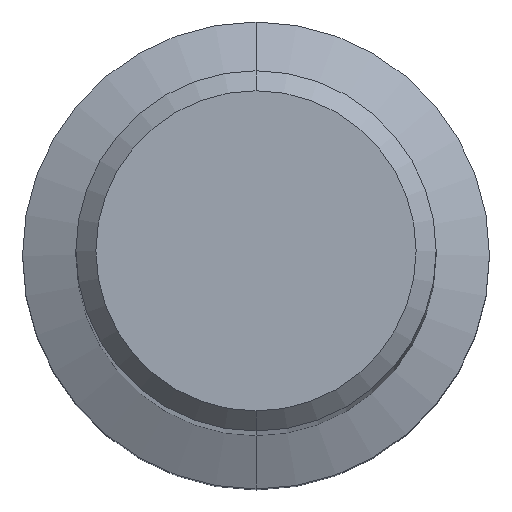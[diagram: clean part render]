
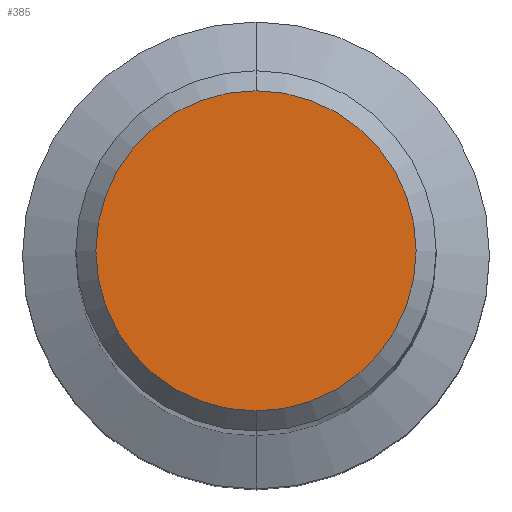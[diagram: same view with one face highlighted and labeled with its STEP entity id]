
A CAD part, top view. The second image highlights one B-rep face of the part: STEP entity #385.
In plain terms, the highlighted planar face has unit normal (0, 0, 1).
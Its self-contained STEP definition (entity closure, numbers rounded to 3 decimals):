
#325=EDGE_CURVE('',#501,#367,#690,.T.);
#367=VERTEX_POINT('',#739);
#385=ADVANCED_FACE('',(#759),#760,.T.);
#461=EDGE_CURVE('',#367,#501,#846,.T.);
#501=VERTEX_POINT('',#891);
#690=CIRCLE('',#1234,4.8);
#739=CARTESIAN_POINT('',(0.0,4.8,0.0));
#759=FACE_OUTER_BOUND('',#1349,.T.);
#760=PLANE('',#1350);
#846=CIRCLE('',#1481,4.8);
#891=CARTESIAN_POINT('',(0.,-4.8,0.0));
#1234=AXIS2_PLACEMENT_3D('',#1797,#1798,#1799);
#1349=EDGE_LOOP('',(#1897,#1898));
#1350=AXIS2_PLACEMENT_3D('',#1899,#1900,#1901);
#1481=AXIS2_PLACEMENT_3D('',#2029,#2030,#2031);
#1797=CARTESIAN_POINT('',(0.0,0.0,0.0));
#1798=DIRECTION('',(0.0,0.0,-1.0));
#1799=DIRECTION('',(0.0,1.0,0.0));
#1897=ORIENTED_EDGE('',*,*,#461,.F.);
#1898=ORIENTED_EDGE('',*,*,#325,.F.);
#1899=CARTESIAN_POINT('',(0.0,2.4,0.0));
#1900=DIRECTION('',(-0.0,0.0,1.0));
#1901=DIRECTION('',(0.0,-1.0,0.0));
#2029=CARTESIAN_POINT('',(0.0,0.0,0.0));
#2030=DIRECTION('',(0.0,0.0,-1.0));
#2031=DIRECTION('',(0.0,1.0,0.0));
